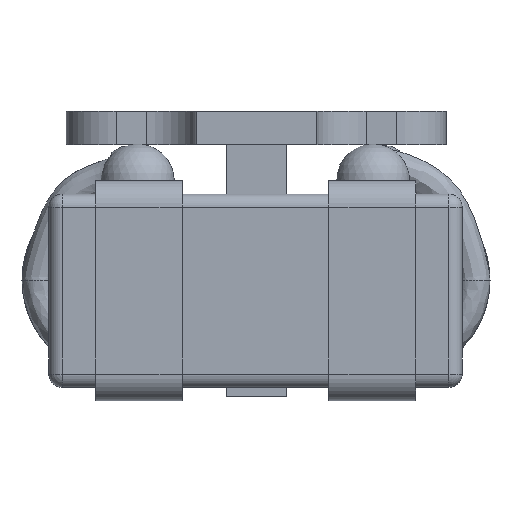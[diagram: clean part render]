
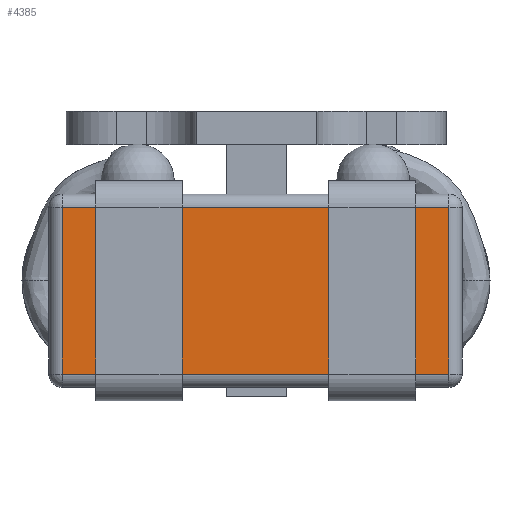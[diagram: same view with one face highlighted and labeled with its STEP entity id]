
A CAD part, front view. The second image highlights one B-rep face of the part: STEP entity #4385.
In plain terms, the highlighted planar face has unit normal (0, -1, 0).
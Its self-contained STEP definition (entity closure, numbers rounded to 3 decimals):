
#649=ORIENTED_EDGE('',*,*,#1960,.T.);
#650=ORIENTED_EDGE('',*,*,#1961,.T.);
#651=ORIENTED_EDGE('',*,*,#1962,.T.);
#652=ORIENTED_EDGE('',*,*,#1963,.T.);
#1960=EDGE_CURVE('',#2609,#2610,#3017,.F.);
#1961=EDGE_CURVE('',#2610,#2611,#3018,.F.);
#1962=EDGE_CURVE('',#2611,#2612,#3019,.T.);
#1963=EDGE_CURVE('',#2612,#2609,#3020,.T.);
#2609=VERTEX_POINT('',#6367);
#2610=VERTEX_POINT('',#6368);
#2611=VERTEX_POINT('',#6370);
#2612=VERTEX_POINT('',#6372);
#3017=LINE('',#6366,#3307);
#3018=LINE('',#6369,#3308);
#3019=LINE('',#6371,#3309);
#3020=LINE('',#6373,#3310);
#3307=VECTOR('',#5253,1000.);
#3308=VECTOR('',#5254,1000.);
#3309=VECTOR('',#5255,1000.);
#3310=VECTOR('',#5256,1000.);
#3572=EDGE_LOOP('',(#649,#650,#651,#652));
#3900=FACE_BOUND('',#3572,.T.);
#4222=PLANE('',#4779);
#4385=ADVANCED_FACE('',(#3900),#4222,.F.);
#4779=AXIS2_PLACEMENT_3D('',#6365,#5251,#5252);
#5251=DIRECTION('',(0.,1.,0.));
#5252=DIRECTION('',(-1.,0.,0.));
#5253=DIRECTION('',(0.,0.,-1.));
#5254=DIRECTION('',(1.,0.,0.));
#5255=DIRECTION('',(0.,0.,-1.));
#5256=DIRECTION('',(1.,0.,0.));
#6365=CARTESIAN_POINT('',(-3.1,-4.3,1.45));
#6366=CARTESIAN_POINT('',(2.9,-4.3,1.45));
#6367=CARTESIAN_POINT('',(2.9,-4.3,-1.25));
#6368=CARTESIAN_POINT('',(2.9,-4.3,1.25));
#6369=CARTESIAN_POINT('',(-2.9,-4.3,1.25));
#6370=CARTESIAN_POINT('',(-2.9,-4.3,1.25));
#6371=CARTESIAN_POINT('',(-2.9,-4.3,1.45));
#6372=CARTESIAN_POINT('',(-2.9,-4.3,-1.25));
#6373=CARTESIAN_POINT('',(-3.1,-4.3,-1.25));
